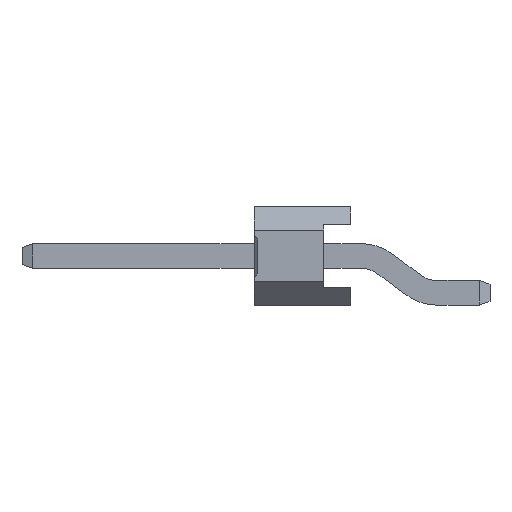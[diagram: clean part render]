
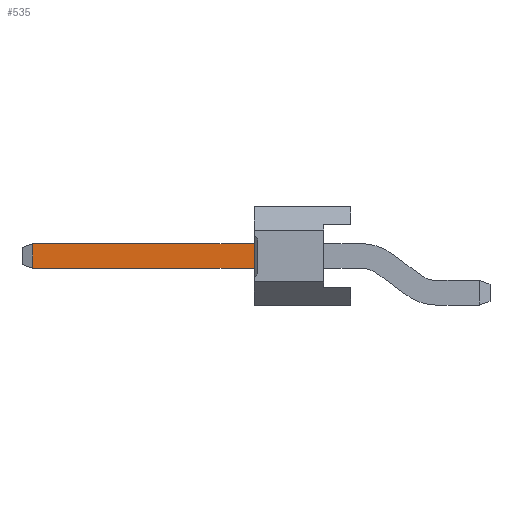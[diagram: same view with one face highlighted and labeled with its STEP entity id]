
A CAD part, left-side view. The second image highlights one B-rep face of the part: STEP entity #535.
In plain terms, the highlighted planar face has unit normal (-1, 0, 0).
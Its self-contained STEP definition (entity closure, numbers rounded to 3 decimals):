
#535=ADVANCED_FACE('',(#3115),#3117,.T.);
#3115=FACE_BOUND('',#3116,.T.);
#3116=EDGE_LOOP('',(#5246,#5247,#5248,#5249));
#3117=PLANE('',#3118);
#3118=AXIS2_PLACEMENT_3D('',#3119,#3120,#3121);
#3119=CARTESIAN_POINT('',(-0.32,-0.85,0.));
#3120=DIRECTION('',(-1.,0.,0.));
#3121=DIRECTION('',(0.,0.,1.));
#5246=ORIENTED_EDGE('',*,*,#6398,.F.);
#5247=ORIENTED_EDGE('',*,*,#6634,.T.);
#5248=ORIENTED_EDGE('',*,*,#6635,.F.);
#5249=ORIENTED_EDGE('',*,*,#6636,.F.);
#6398=EDGE_CURVE('',#7231,#7233,#7234,.T.);
#6634=EDGE_CURVE('',#7231,#7639,#7641,.T.);
#6635=EDGE_CURVE('',#7642,#7639,#7643,.T.);
#6636=EDGE_CURVE('',#7233,#7642,#7644,.T.);
#7231=VERTEX_POINT('',#8629);
#7233=VERTEX_POINT('',#8633);
#7234=LINE('',#8634,#8635);
#7639=VERTEX_POINT('',#9509);
#7641=LINE('',#9513,#9514);
#7642=VERTEX_POINT('',#9516);
#7643=LINE('',#9517,#9518);
#7644=LINE('',#9520,#9521);
#8629=CARTESIAN_POINT('',(-0.32,5.25,1.59));
#8633=CARTESIAN_POINT('',(-0.32,5.25,0.95));
#8634=CARTESIAN_POINT('',(-0.32,5.25,1.59));
#8635=VECTOR('',#8636,1.);
#8636=DIRECTION('',(0.,0.,-1.));
#9509=CARTESIAN_POINT('',(-0.32,10.975,1.59));
#9513=CARTESIAN_POINT('',(-0.32,5.25,1.59));
#9514=VECTOR('',#9515,1.);
#9515=DIRECTION('',(0.,1.,0.));
#9516=CARTESIAN_POINT('',(-0.32,10.975,0.95));
#9517=CARTESIAN_POINT('',(-0.32,10.975,0.95));
#9518=VECTOR('',#9519,1.);
#9519=DIRECTION('',(0.,0.,1.));
#9520=CARTESIAN_POINT('',(-0.32,5.25,0.95));
#9521=VECTOR('',#9522,1.);
#9522=DIRECTION('',(0.,1.,0.));
